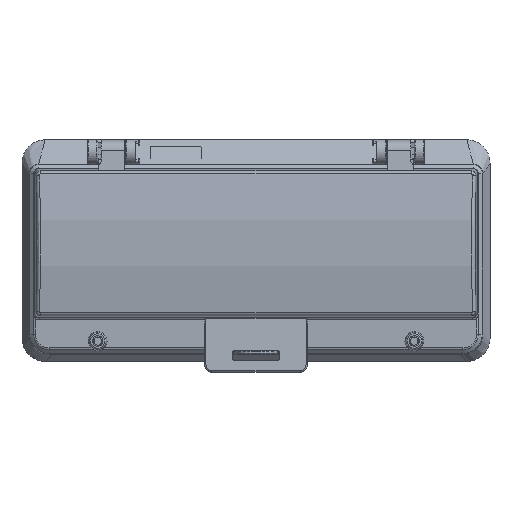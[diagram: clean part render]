
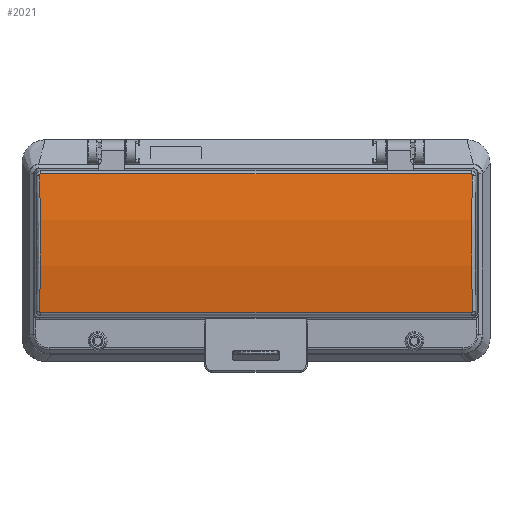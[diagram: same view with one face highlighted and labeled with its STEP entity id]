
A CAD part, top view. The second image highlights one B-rep face of the part: STEP entity #2021.
In plain terms, the highlighted cylindrical face has radius 168.283 mm (diameter 336.566 mm), a partial arc.
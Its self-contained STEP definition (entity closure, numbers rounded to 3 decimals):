
#287=CYLINDRICAL_SURFACE('',#19841,168.283);
#512=B_SPLINE_CURVE_WITH_KNOTS('',3,(#29792,#29793,#29794,#29795,#29796,
#29797,#29798,#29799,#29800,#29801,#29802,#29803),.UNSPECIFIED.,.F.,.F.,
(4,2,2,2,2,4),(0.,0.202,0.404,0.606,0.814,
1.),.UNSPECIFIED.);
#513=B_SPLINE_CURVE_WITH_KNOTS('',3,(#29805,#29806,#29807,#29808),
 .UNSPECIFIED.,.F.,.F.,(4,4),(0.,1.),.UNSPECIFIED.);
#514=B_SPLINE_CURVE_WITH_KNOTS('',3,(#29810,#29811,#29812,#29813),
 .UNSPECIFIED.,.F.,.F.,(4,4),(0.,1.),.UNSPECIFIED.);
#515=B_SPLINE_CURVE_WITH_KNOTS('',3,(#29814,#29815,#29816,#29817),
 .UNSPECIFIED.,.F.,.F.,(4,4),(0.,1.),.UNSPECIFIED.);
#516=B_SPLINE_CURVE_WITH_KNOTS('',3,(#29819,#29820,#29821,#29822),
 .UNSPECIFIED.,.F.,.F.,(4,4),(0.,1.),.UNSPECIFIED.);
#517=B_SPLINE_CURVE_WITH_KNOTS('',3,(#29824,#29825,#29826,#29827,#29828,
#29829,#29830,#29831,#29832,#29833,#29834,#29835),.UNSPECIFIED.,.F.,.F.,
(4,2,2,2,2,4),(0.,0.186,0.394,0.596,
0.798,1.),.UNSPECIFIED.);
#2021=ADVANCED_FACE('',(#3627),#287,.T.);
#3627=FACE_OUTER_BOUND('',#4719,.T.);
#4719=EDGE_LOOP('',(#9108,#9109,#9110,#9111,#9112,#9113,#9114,#9115));
#9108=ORIENTED_EDGE('',*,*,#14155,.T.);
#9109=ORIENTED_EDGE('',*,*,#14157,.T.);
#9110=ORIENTED_EDGE('',*,*,#14158,.T.);
#9111=ORIENTED_EDGE('',*,*,#14159,.T.);
#9112=ORIENTED_EDGE('',*,*,#14131,.T.);
#9113=ORIENTED_EDGE('',*,*,#14160,.T.);
#9114=ORIENTED_EDGE('',*,*,#14161,.T.);
#9115=ORIENTED_EDGE('',*,*,#14162,.T.);
#11694=VERTEX_POINT('',#29740);
#11695=VERTEX_POINT('',#29741);
#11716=VERTEX_POINT('',#29787);
#11717=VERTEX_POINT('',#29789);
#11718=VERTEX_POINT('',#29804);
#11719=VERTEX_POINT('',#29809);
#11720=VERTEX_POINT('',#29818);
#11721=VERTEX_POINT('',#29823);
#14131=EDGE_CURVE('',#11694,#11695,#16413,.T.);
#14155=EDGE_CURVE('',#11717,#11716,#16434,.T.);
#14157=EDGE_CURVE('',#11716,#11718,#512,.T.);
#14158=EDGE_CURVE('',#11718,#11719,#513,.T.);
#14159=EDGE_CURVE('',#11719,#11694,#514,.T.);
#14160=EDGE_CURVE('',#11695,#11720,#515,.T.);
#14161=EDGE_CURVE('',#11720,#11721,#516,.T.);
#14162=EDGE_CURVE('',#11721,#11717,#517,.T.);
#16413=LINE('',#29739,#18397);
#16434=LINE('',#29788,#18418);
#18397=VECTOR('',#24141,1.);
#18418=VECTOR('',#24172,1.);
#19841=AXIS2_PLACEMENT_3D('',#29836,#24177,#24178);
#24141=DIRECTION('',(1.,0.,0.));
#24172=DIRECTION('',(-1.,0.,0.));
#24177=DIRECTION('',(1.,0.,0.));
#24178=DIRECTION('',(0.,0.,1.));
#29739=CARTESIAN_POINT('',(195.85,-141.728,10.333));
#29740=CARTESIAN_POINT('',(167.576,-141.728,10.333));
#29741=CARTESIAN_POINT('',(352.424,-141.728,10.333));
#29787=CARTESIAN_POINT('',(167.576,-81.972,10.333));
#29788=CARTESIAN_POINT('',(195.85,-81.972,10.333));
#29789=CARTESIAN_POINT('',(352.424,-81.972,10.333));
#29792=CARTESIAN_POINT('',(167.576,-81.972,10.333));
#29793=CARTESIAN_POINT('',(167.523,-81.972,10.333));
#29794=CARTESIAN_POINT('',(167.469,-81.981,10.335));
#29795=CARTESIAN_POINT('',(167.369,-82.015,10.341));
#29796=CARTESIAN_POINT('',(167.321,-82.042,10.346));
#29797=CARTESIAN_POINT('',(167.238,-82.108,10.358));
#29798=CARTESIAN_POINT('',(167.202,-82.148,10.365));
#29799=CARTESIAN_POINT('',(167.144,-82.238,10.381));
#29800=CARTESIAN_POINT('',(167.122,-82.289,10.39));
#29801=CARTESIAN_POINT('',(167.096,-82.388,10.408));
#29802=CARTESIAN_POINT('',(167.091,-82.437,10.417));
#29803=CARTESIAN_POINT('',(167.092,-82.485,10.425));
#29804=CARTESIAN_POINT('',(167.092,-82.485,10.425));
#29805=CARTESIAN_POINT('',(167.092,-82.485,10.425));
#29806=CARTESIAN_POINT('',(167.509,-101.861,13.859));
#29807=CARTESIAN_POINT('',(167.509,-121.839,13.859));
#29808=CARTESIAN_POINT('',(167.092,-141.215,10.425));
#29809=CARTESIAN_POINT('',(167.092,-141.215,10.425));
#29810=CARTESIAN_POINT('',(167.092,-141.215,10.425));
#29811=CARTESIAN_POINT('',(167.086,-141.484,10.377));
#29812=CARTESIAN_POINT('',(167.305,-141.726,10.334));
#29813=CARTESIAN_POINT('',(167.576,-141.728,10.333));
#29814=CARTESIAN_POINT('',(352.424,-141.728,10.333));
#29815=CARTESIAN_POINT('',(352.694,-141.726,10.334));
#29816=CARTESIAN_POINT('',(352.914,-141.485,10.377));
#29817=CARTESIAN_POINT('',(352.908,-141.215,10.425));
#29818=CARTESIAN_POINT('',(352.908,-141.215,10.425));
#29819=CARTESIAN_POINT('',(352.908,-141.215,10.425));
#29820=CARTESIAN_POINT('',(352.491,-121.839,13.859));
#29821=CARTESIAN_POINT('',(352.491,-101.861,13.859));
#29822=CARTESIAN_POINT('',(352.908,-82.485,10.425));
#29823=CARTESIAN_POINT('',(352.908,-82.485,10.425));
#29824=CARTESIAN_POINT('',(352.908,-82.485,10.425));
#29825=CARTESIAN_POINT('',(352.909,-82.437,10.417));
#29826=CARTESIAN_POINT('',(352.904,-82.388,10.408));
#29827=CARTESIAN_POINT('',(352.878,-82.289,10.39));
#29828=CARTESIAN_POINT('',(352.856,-82.238,10.381));
#29829=CARTESIAN_POINT('',(352.798,-82.148,10.365));
#29830=CARTESIAN_POINT('',(352.762,-82.108,10.358));
#29831=CARTESIAN_POINT('',(352.679,-82.042,10.346));
#29832=CARTESIAN_POINT('',(352.631,-82.015,10.341));
#29833=CARTESIAN_POINT('',(352.531,-81.981,10.335));
#29834=CARTESIAN_POINT('',(352.477,-81.972,10.333));
#29835=CARTESIAN_POINT('',(352.424,-81.972,10.333));
#29836=CARTESIAN_POINT('',(195.85,-111.85,-155.276));
